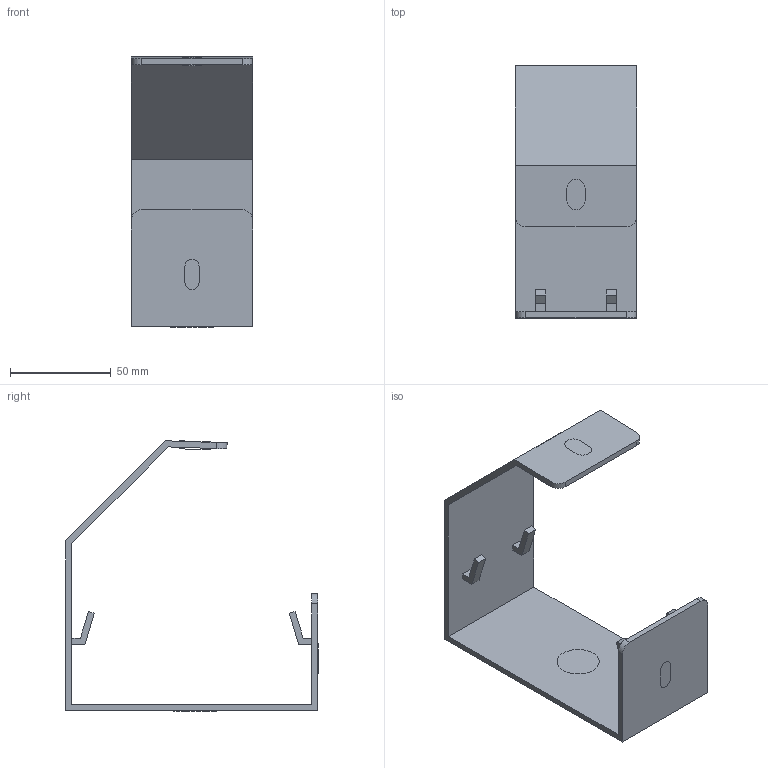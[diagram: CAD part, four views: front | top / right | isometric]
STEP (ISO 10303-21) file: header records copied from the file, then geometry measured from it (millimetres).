
FILE_DESCRIPTION(/* description */ (''),/* implementation_level */ '2;1');
FILE_NAME(/* name */ '586100.stp',/* time_stamp */ '2025-12-05T09:49:28+01:00',/* author */ ('mael.lecharpentier'),/* organization */ (''),/* preprocessor_version */ 'ST-DEVELOPER v20',/* originating_system */ 'AutoCAD Mechanical',/* authorisation */ '');
FILE_SCHEMA (('AUTOMOTIVE_DESIGN { 1 0 10303 214 3 1 1 }'));
Length unit declared in the file: millimetre
Products named in the file (1): Product
Bounding box: 60 x 125.2 x 134.08 mm (x, y, z)
Volume: 65828.6 mm3; surface area: 47982.9 mm2
Topology: 1 solids, 7 shells, 52 faces, 138 edges, 98 vertices
Faces by surface type: plane 48, cylinder 4
Entity records: 1649 total; most frequent: CARTESIAN_POINT 289, DIRECTION 262, ORIENTED_EDGE 258, EDGE_CURVE 138, LINE 120, VECTOR 120, VERTEX_POINT 98, AXIS2_PLACEMENT_3D 71
